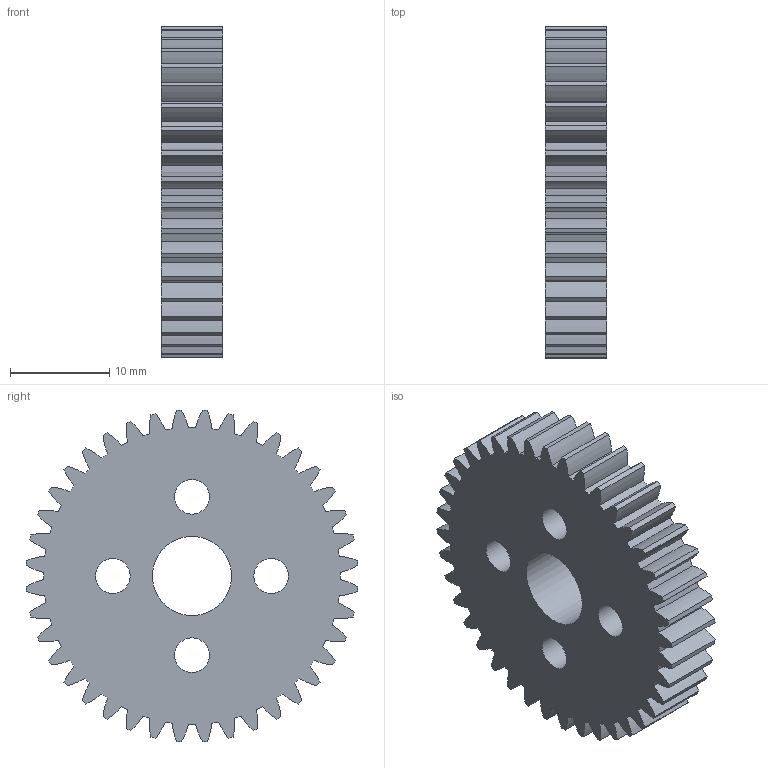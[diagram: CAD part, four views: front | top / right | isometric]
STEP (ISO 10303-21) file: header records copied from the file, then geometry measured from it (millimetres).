
FILE_DESCRIPTION(/* description */ (''),/* implementation_level */ '2;1');
FILE_NAME(/* name */ 'Tetrix_739028.ipt.stp',/* time_stamp */ '2014-12-18T17:45:44-08:00',/* author */ ('Autodesk Inc.'),/* organization */ ('Autodesk Inc.'),/* preprocessor_version */ 'ST-DEVELOPER v15.6',/* originating_system */ 'Autodesk Inventor 2015',/* authorisation */ '');
FILE_SCHEMA (('AUTOMOTIVE_DESIGN { 1 0 10303 214 3 1 1 }'));
Length unit declared in the file: millimetre
Products named in the file (1): Tetrix_739028
Bounding box: 6.2 x 33.53 x 33.53 mm (x, y, z)
Volume: 4352.9 mm3; surface area: 3083.6 mm2
Topology: 1 solids, 1 shells, 167 faces, 495 edges, 330 vertices
Faces by surface type: cylinder 165, plane 2
Full cylindrical faces by diameter (mm): 3.5 x4, 8 x1
Entity records: 5999 total; most frequent: DIRECTION 1156, CARTESIAN_POINT 988, ORIENTED_EDGE 980, AXIS2_PLACEMENT_3D 498, EDGE_CURVE 490, CIRCLE 330, VERTEX_POINT 330, EDGE_LOOP 182
